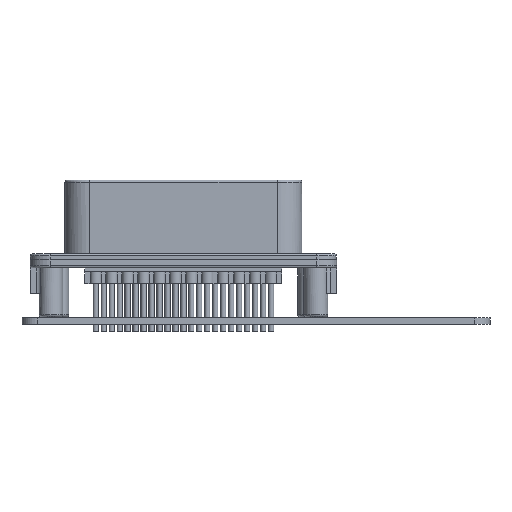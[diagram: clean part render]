
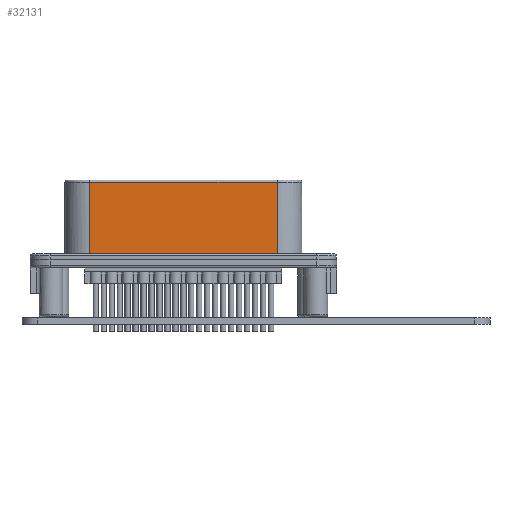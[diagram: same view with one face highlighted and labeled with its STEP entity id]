
A CAD part, front view. The second image highlights one B-rep face of the part: STEP entity #32131.
In plain terms, the highlighted planar face has unit normal (0, -1, 0).
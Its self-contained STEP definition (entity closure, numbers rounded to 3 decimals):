
#190 = CYLINDRICAL_SURFACE('',#191,0.5);
#191 = AXIS2_PLACEMENT_3D('',#192,#193,#194);
#192 = CARTESIAN_POINT('',(4.861,-10.7,34.));
#193 = DIRECTION('',(1.,0.,0.));
#194 = DIRECTION('',(0.,0.,1.));
#29957 = VERTEX_POINT('',#29958);
#29958 = CARTESIAN_POINT('',(5.,-11.2,34.));
#29973 = CYLINDRICAL_SURFACE('',#29974,6.2);
#29974 = AXIS2_PLACEMENT_3D('',#29975,#29976,#29977);
#29975 = CARTESIAN_POINT('',(5.,-5.,34.5));
#29976 = DIRECTION('',(0.,0.,1.));
#29977 = DIRECTION('',(1.,0.,0.));
#30012 = EDGE_CURVE('',#29957,#30013,#30015,.T.);
#30013 = VERTEX_POINT('',#30014);
#30014 = CARTESIAN_POINT('',(52.,-11.2,34.));
#30015 = SURFACE_CURVE('',#30016,(#30020,#30027),.PCURVE_S1.);
#30016 = LINE('',#30017,#30018);
#30017 = CARTESIAN_POINT('',(5.,-11.2,34.));
#30018 = VECTOR('',#30019,1.);
#30019 = DIRECTION('',(1.,0.,0.));
#30020 = PCURVE('',#190,#30021);
#30021 = DEFINITIONAL_REPRESENTATION('',(#30022),#30026);
#30022 = LINE('',#30023,#30024);
#30023 = CARTESIAN_POINT('',(1.571,0.139));
#30024 = VECTOR('',#30025,1.);
#30025 = DIRECTION('',(0.,1.));
#30026 = ( GEOMETRIC_REPRESENTATION_CONTEXT(2) 
PARAMETRIC_REPRESENTATION_CONTEXT() REPRESENTATION_CONTEXT('2D SPACE',''
  ) );
#30027 = PCURVE('',#30028,#30033);
#30028 = PLANE('',#30029);
#30029 = AXIS2_PLACEMENT_3D('',#30030,#30031,#30032);
#30030 = CARTESIAN_POINT('',(5.,-11.2,34.5));
#30031 = DIRECTION('',(0.,-1.,0.));
#30032 = DIRECTION('',(1.,0.,0.));
#30033 = DEFINITIONAL_REPRESENTATION('',(#30034),#30038);
#30034 = LINE('',#30035,#30036);
#30035 = CARTESIAN_POINT('',(0.,-0.5));
#30036 = VECTOR('',#30037,1.);
#30037 = DIRECTION('',(1.,0.));
#30038 = ( GEOMETRIC_REPRESENTATION_CONTEXT(2) 
PARAMETRIC_REPRESENTATION_CONTEXT() REPRESENTATION_CONTEXT('2D SPACE',''
  ) );
#30084 = CYLINDRICAL_SURFACE('',#30085,6.2);
#30085 = AXIS2_PLACEMENT_3D('',#30086,#30087,#30088);
#30086 = CARTESIAN_POINT('',(52.,-5.,34.5));
#30087 = DIRECTION('',(0.,0.,1.));
#30088 = DIRECTION('',(1.,0.,0.));
#32082 = VERTEX_POINT('',#32083);
#32083 = CARTESIAN_POINT('',(5.,-11.2,15.));
#32110 = EDGE_CURVE('',#29957,#32082,#32111,.T.);
#32111 = SURFACE_CURVE('',#32112,(#32116,#32123),.PCURVE_S1.);
#32112 = LINE('',#32113,#32114);
#32113 = CARTESIAN_POINT('',(5.,-11.2,34.));
#32114 = VECTOR('',#32115,1.);
#32115 = DIRECTION('',(0.,0.,-1.));
#32116 = PCURVE('',#29973,#32117);
#32117 = DEFINITIONAL_REPRESENTATION('',(#32118),#32122);
#32118 = LINE('',#32119,#32120);
#32119 = CARTESIAN_POINT('',(4.712,-0.5));
#32120 = VECTOR('',#32121,1.);
#32121 = DIRECTION('',(0.,-1.));
#32122 = ( GEOMETRIC_REPRESENTATION_CONTEXT(2) 
PARAMETRIC_REPRESENTATION_CONTEXT() REPRESENTATION_CONTEXT('2D SPACE',''
  ) );
#32123 = PCURVE('',#30028,#32124);
#32124 = DEFINITIONAL_REPRESENTATION('',(#32125),#32129);
#32125 = LINE('',#32126,#32127);
#32126 = CARTESIAN_POINT('',(0.,-0.5));
#32127 = VECTOR('',#32128,1.);
#32128 = DIRECTION('',(0.,-1.));
#32129 = ( GEOMETRIC_REPRESENTATION_CONTEXT(2) 
PARAMETRIC_REPRESENTATION_CONTEXT() REPRESENTATION_CONTEXT('2D SPACE',''
  ) );
#32131 = ADVANCED_FACE('',(#32132),#30028,.T.);
#32132 = FACE_BOUND('',#32133,.T.);
#32133 = EDGE_LOOP('',(#32134,#32135,#32163,#32184));
#32134 = ORIENTED_EDGE('',*,*,#32110,.T.);
#32135 = ORIENTED_EDGE('',*,*,#32136,.F.);
#32136 = EDGE_CURVE('',#32137,#32082,#32139,.T.);
#32137 = VERTEX_POINT('',#32138);
#32138 = CARTESIAN_POINT('',(52.,-11.2,15.));
#32139 = SURFACE_CURVE('',#32140,(#32144,#32151),.PCURVE_S1.);
#32140 = LINE('',#32141,#32142);
#32141 = CARTESIAN_POINT('',(52.,-11.2,15.));
#32142 = VECTOR('',#32143,1.);
#32143 = DIRECTION('',(-1.,0.,0.));
#32144 = PCURVE('',#30028,#32145);
#32145 = DEFINITIONAL_REPRESENTATION('',(#32146),#32150);
#32146 = LINE('',#32147,#32148);
#32147 = CARTESIAN_POINT('',(47.,-19.5));
#32148 = VECTOR('',#32149,1.);
#32149 = DIRECTION('',(-1.,0.));
#32150 = ( GEOMETRIC_REPRESENTATION_CONTEXT(2) 
PARAMETRIC_REPRESENTATION_CONTEXT() REPRESENTATION_CONTEXT('2D SPACE',''
  ) );
#32151 = PCURVE('',#32152,#32157);
#32152 = CYLINDRICAL_SURFACE('',#32153,0.5);
#32153 = AXIS2_PLACEMENT_3D('',#32154,#32155,#32156);
#32154 = CARTESIAN_POINT('',(52.128,-11.7,15.));
#32155 = DIRECTION('',(-1.,0.,0.));
#32156 = DIRECTION('',(0.,1.,0.));
#32157 = DEFINITIONAL_REPRESENTATION('',(#32158),#32162);
#32158 = LINE('',#32159,#32160);
#32159 = CARTESIAN_POINT('',(0.,0.128));
#32160 = VECTOR('',#32161,1.);
#32161 = DIRECTION('',(0.,1.));
#32162 = ( GEOMETRIC_REPRESENTATION_CONTEXT(2) 
PARAMETRIC_REPRESENTATION_CONTEXT() REPRESENTATION_CONTEXT('2D SPACE',''
  ) );
#32163 = ORIENTED_EDGE('',*,*,#32164,.F.);
#32164 = EDGE_CURVE('',#30013,#32137,#32165,.T.);
#32165 = SURFACE_CURVE('',#32166,(#32170,#32177),.PCURVE_S1.);
#32166 = LINE('',#32167,#32168);
#32167 = CARTESIAN_POINT('',(52.,-11.2,34.));
#32168 = VECTOR('',#32169,1.);
#32169 = DIRECTION('',(0.,0.,-1.));
#32170 = PCURVE('',#30028,#32171);
#32171 = DEFINITIONAL_REPRESENTATION('',(#32172),#32176);
#32172 = LINE('',#32173,#32174);
#32173 = CARTESIAN_POINT('',(47.,-0.5));
#32174 = VECTOR('',#32175,1.);
#32175 = DIRECTION('',(0.,-1.));
#32176 = ( GEOMETRIC_REPRESENTATION_CONTEXT(2) 
PARAMETRIC_REPRESENTATION_CONTEXT() REPRESENTATION_CONTEXT('2D SPACE',''
  ) );
#32177 = PCURVE('',#30084,#32178);
#32178 = DEFINITIONAL_REPRESENTATION('',(#32179),#32183);
#32179 = LINE('',#32180,#32181);
#32180 = CARTESIAN_POINT('',(4.712,-0.5));
#32181 = VECTOR('',#32182,1.);
#32182 = DIRECTION('',(0.,-1.));
#32183 = ( GEOMETRIC_REPRESENTATION_CONTEXT(2) 
PARAMETRIC_REPRESENTATION_CONTEXT() REPRESENTATION_CONTEXT('2D SPACE',''
  ) );
#32184 = ORIENTED_EDGE('',*,*,#30012,.F.);
